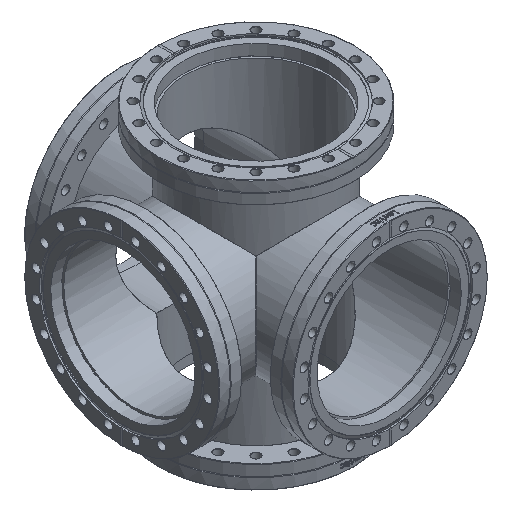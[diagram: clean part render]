
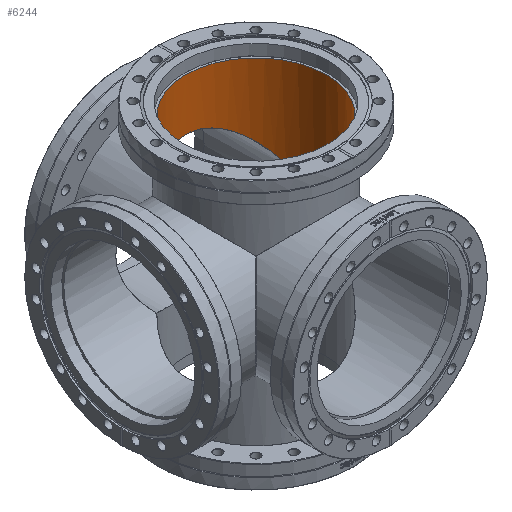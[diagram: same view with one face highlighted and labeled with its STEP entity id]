
A CAD part, isometric view. The second image highlights one B-rep face of the part: STEP entity #6244.
In plain terms, the highlighted cylindrical face has radius 73 mm (diameter 146 mm), a full revolution.
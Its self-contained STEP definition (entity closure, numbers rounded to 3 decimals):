
#673=CIRCLE('',#6736,73.);
#990=CYLINDRICAL_SURFACE('',#6735,73.);
#1069=FACE_OUTER_BOUND('',#1427,.T.);
#1427=EDGE_LOOP('',(#4235,#4236,#4237,#4238,#4239,#4240));
#1891=LINE('',#8912,#2243);
#2243=VECTOR('',#7358,73.);
#2592=ELLIPSE('',#6726,103.238,73.);
#2595=ELLIPSE('',#6732,103.238,73.);
#2596=ELLIPSE('',#6734,103.238,73.);
#2609=VERTEX_POINT('',#8892);
#2610=VERTEX_POINT('',#8894);
#2613=VERTEX_POINT('',#8905);
#2614=VERTEX_POINT('',#8911);
#3248=EDGE_CURVE('',#2610,#2609,#2592,.T.);
#3255=EDGE_CURVE('',#2609,#2613,#2595,.T.);
#3256=EDGE_CURVE('',#2613,#2610,#2596,.T.);
#3257=EDGE_CURVE('',#2613,#2614,#1891,.T.);
#3258=EDGE_CURVE('',#2614,#2614,#673,.T.);
#4235=ORIENTED_EDGE('',*,*,#3248,.T.);
#4236=ORIENTED_EDGE('',*,*,#3255,.T.);
#4237=ORIENTED_EDGE('',*,*,#3257,.T.);
#4238=ORIENTED_EDGE('',*,*,#3258,.F.);
#4239=ORIENTED_EDGE('',*,*,#3257,.F.);
#4240=ORIENTED_EDGE('',*,*,#3256,.T.);
#6244=ADVANCED_FACE('',(#1069),#990,.F.);
#6726=AXIS2_PLACEMENT_3D('',#8895,#7335,#7336);
#6732=AXIS2_PLACEMENT_3D('',#8907,#7350,#7351);
#6734=AXIS2_PLACEMENT_3D('',#8909,#7354,#7355);
#6735=AXIS2_PLACEMENT_3D('',#8910,#7356,#7357);
#6736=AXIS2_PLACEMENT_3D('',#8913,#7359,#7360);
#7335=DIRECTION('center_axis',(-0.707,0.,
0.707));
#7336=DIRECTION('ref_axis',(-0.707,0.,-0.707));
#7350=DIRECTION('center_axis',(0.,-0.707,
0.707));
#7351=DIRECTION('ref_axis',(0.,0.707,0.707));
#7354=DIRECTION('center_axis',(0.,0.707,0.707));
#7355=DIRECTION('ref_axis',(0.,0.707,-0.707));
#7356=DIRECTION('center_axis',(0.,0.,-1.));
#7357=DIRECTION('ref_axis',(-1.,0.,0.));
#7358=DIRECTION('',(0.,0.,-1.));
#7359=DIRECTION('center_axis',(0.,0.,1.));
#7360=DIRECTION('ref_axis',(-1.,0.,0.));
#8892=CARTESIAN_POINT('',(-51.619,-51.619,-51.619));
#8894=CARTESIAN_POINT('',(-51.619,51.619,-51.619));
#8895=CARTESIAN_POINT('Origin',(0.,0.,0.));
#8905=CARTESIAN_POINT('',(73.,0.,0.));
#8907=CARTESIAN_POINT('Origin',(0.,0.,0.));
#8909=CARTESIAN_POINT('Origin',(0.,0.,0.));
#8910=CARTESIAN_POINT('Origin',(0.,0.,0.));
#8911=CARTESIAN_POINT('',(73.,0.,-127.));
#8912=CARTESIAN_POINT('',(73.,0.,0.));
#8913=CARTESIAN_POINT('Origin',(0.,0.,-127.));
